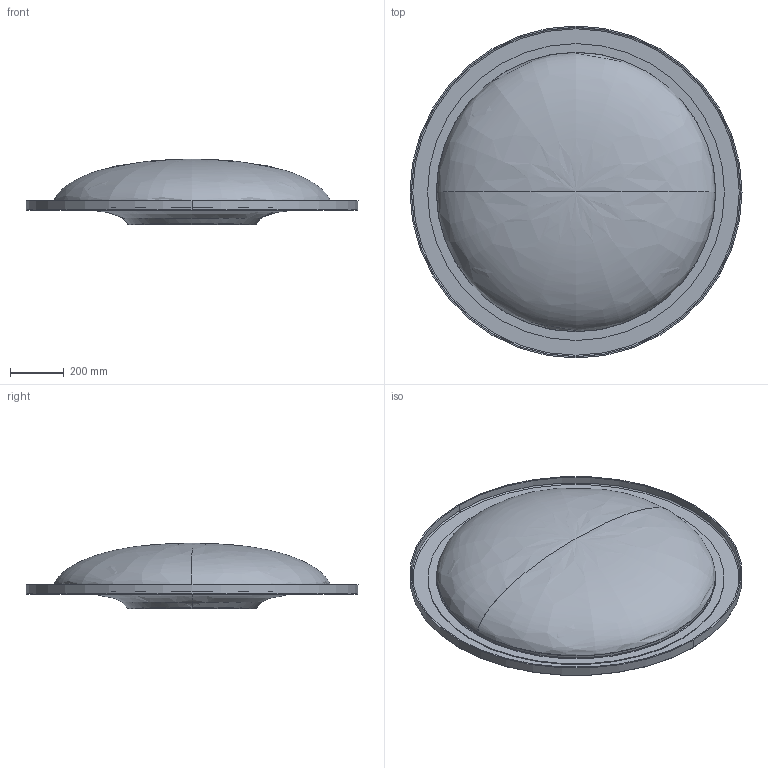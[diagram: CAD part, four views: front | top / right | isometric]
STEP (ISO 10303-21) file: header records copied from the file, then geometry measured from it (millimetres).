
FILE_DESCRIPTION (( 'STEP AP203' ), '1' );
FILE_NAME ('41610979.STEP', '2018-03-21T13:32:29', ( '' ), ( '' ), 'SwSTEP 2.0', 'SolidWorks 2017', '' );
FILE_SCHEMA (( 'CONFIG_CONTROL_DESIGN' ));
Length unit declared in the file: millimetre
Products named in the file (4): Planungmodell_Aquamoon Kuppel-+-09.11.02.326.90-01; 41610979; Planungsmodell_aeusserer Trichter Aquamoon-+-09.11.02.325.90-01; Planungsmodell_Aquamoon innerer Trichter-+-09.11.02.324.90-01
Assembly tree (3 placements, depth 2):
  41610979
    Planungmodell_Aquamoon Kuppel-+-09.11.02.326.90-01
    Planungsmodell_Aquamoon innerer Trichter-+-09.11.02.324.90-01
    Planungsmodell_aeusserer Trichter Aquamoon-+-09.11.02.325.90-01
Bounding box: 1241.22 x 1241.22 x 245 mm (x, y, z)
Volume: 10732124.6 mm3; surface area: 5324712.7 mm2
Topology: 3 solids, 3 shells, 58 faces, 126 edges, 72 vertices
Faces by surface type: torus 16, cone 16, bspline 12, cylinder 8, plane 6
Entity records: 2704 total; most frequent: CARTESIAN_POINT 1044, DIRECTION 300, ORIENTED_EDGE 244, AXIS2_PLACEMENT_3D 138, EDGE_CURVE 122, CIRCLE 86, VERTEX_POINT 72, EDGE_LOOP 64
